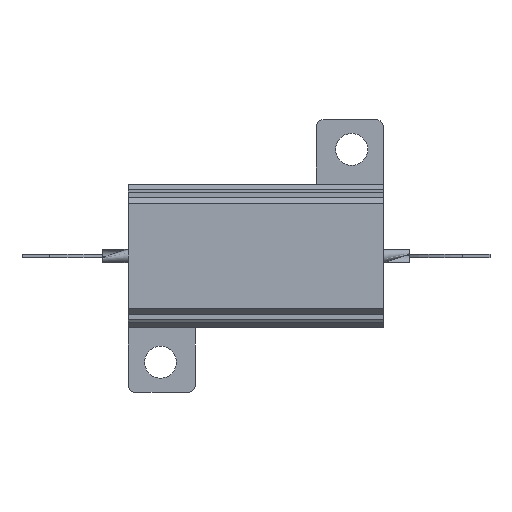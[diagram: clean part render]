
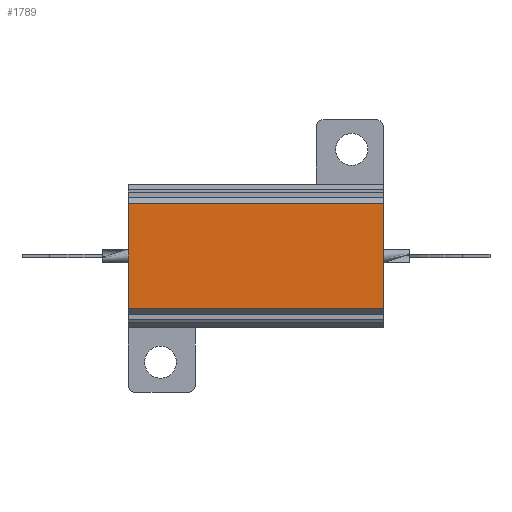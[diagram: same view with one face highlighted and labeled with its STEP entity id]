
A CAD part, front view. The second image highlights one B-rep face of the part: STEP entity #1789.
In plain terms, the highlighted planar face has unit normal (0, -1, 0).
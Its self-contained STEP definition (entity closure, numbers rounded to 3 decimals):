
#1058 = VERTEX_POINT('',#1059);
#1059 = CARTESIAN_POINT('',(-9.545,-5.72,-3.759));
#1065 = EDGE_CURVE('',#1066,#1058,#1068,.T.);
#1066 = VERTEX_POINT('',#1067);
#1067 = CARTESIAN_POINT('',(-9.545,-5.72,4.009));
#1068 = LINE('',#1069,#1070);
#1069 = CARTESIAN_POINT('',(-9.545,-5.72,-3.759));
#1070 = VECTOR('',#1071,1.);
#1071 = DIRECTION('',(0.,0.,-1.));
#1770 = VERTEX_POINT('',#1771);
#1771 = CARTESIAN_POINT('',(9.505,-5.72,-3.759));
#1777 = EDGE_CURVE('',#1058,#1770,#1778,.T.);
#1778 = LINE('',#1779,#1780);
#1779 = CARTESIAN_POINT('',(-9.545,-5.72,-3.759));
#1780 = VECTOR('',#1781,1.);
#1781 = DIRECTION('',(1.,0.,0.));
#1789 = ADVANCED_FACE('',(#1790),#1808,.T.);
#1790 = FACE_BOUND('',#1791,.T.);
#1791 = EDGE_LOOP('',(#1792,#1800,#1806,#1807));
#1792 = ORIENTED_EDGE('',*,*,#1793,.F.);
#1793 = EDGE_CURVE('',#1794,#1770,#1796,.T.);
#1794 = VERTEX_POINT('',#1795);
#1795 = CARTESIAN_POINT('',(9.505,-5.72,4.009));
#1796 = LINE('',#1797,#1798);
#1797 = CARTESIAN_POINT('',(9.505,-5.72,-3.759));
#1798 = VECTOR('',#1799,1.);
#1799 = DIRECTION('',(0.,0.,-1.));
#1800 = ORIENTED_EDGE('',*,*,#1801,.F.);
#1801 = EDGE_CURVE('',#1066,#1794,#1802,.T.);
#1802 = LINE('',#1803,#1804);
#1803 = CARTESIAN_POINT('',(-9.545,-5.72,4.009));
#1804 = VECTOR('',#1805,1.);
#1805 = DIRECTION('',(1.,0.,0.));
#1806 = ORIENTED_EDGE('',*,*,#1065,.T.);
#1807 = ORIENTED_EDGE('',*,*,#1777,.T.);
#1808 = PLANE('',#1809);
#1809 = AXIS2_PLACEMENT_3D('',#1810,#1811,#1812);
#1810 = CARTESIAN_POINT('',(-9.545,-5.72,-3.759));
#1811 = DIRECTION('',(0.,-1.,0.));
#1812 = DIRECTION('',(1.,0.,0.));
